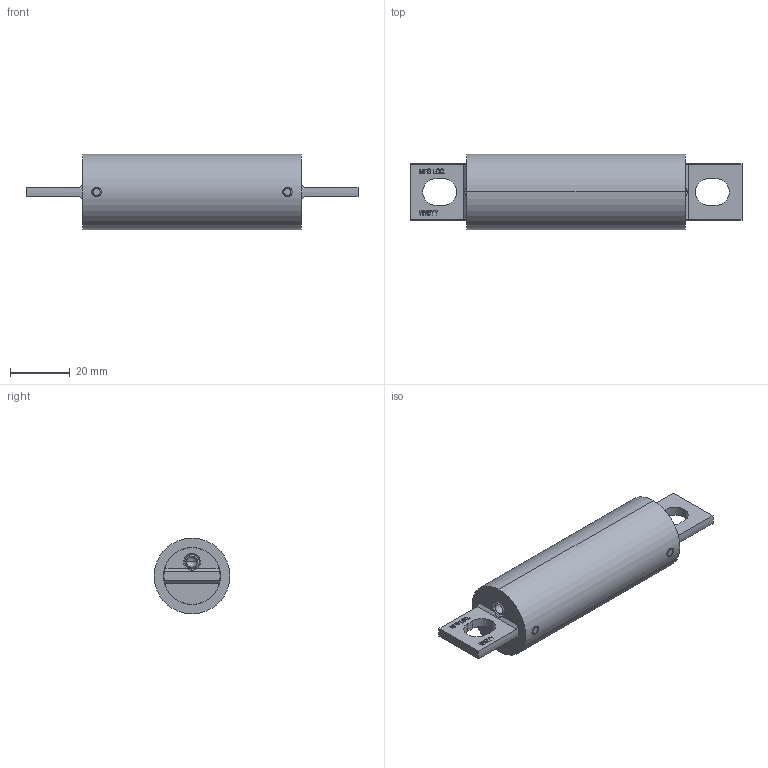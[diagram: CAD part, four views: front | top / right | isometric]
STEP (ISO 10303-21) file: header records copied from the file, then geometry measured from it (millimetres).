
FILE_DESCRIPTION (( 'STEP AP214' ), '1' );
FILE_NAME ('OUT-1208187.STEP', '2023-05-31T17:20:08', ( '' ), ( '' ), 'SwSTEP 2.0', 'SolidWorks 2021', '' );
FILE_SCHEMA (( 'AUTOMOTIVE_DESIGN' ));
Length unit declared in the file: inch
Products named in the file (1): OUT-1208187
Bounding box: 111.12 x 25.4 x 25.4 mm (x, y, z)
Volume: 22489.8 mm3; surface area: 15678.1 mm2
Topology: 11 solids, 11 shells, 891 faces, 2367 edges, 1507 vertices
Faces by surface type: cylinder 316, plane 291, sphere 128, bspline 112, cone 44
Entity records: 47146 total; most frequent: CARTESIAN_POINT 15182, ORIENTED_EDGE 4714, DIRECTION 3529, EDGE_CURVE 2357, VERTEX_POINT 1523, AXIS2_PLACEMENT_3D 1308, EDGE_LOOP 948, LINE 913
